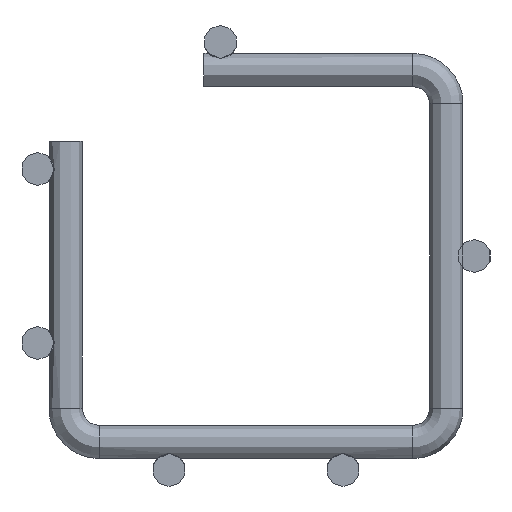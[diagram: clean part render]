
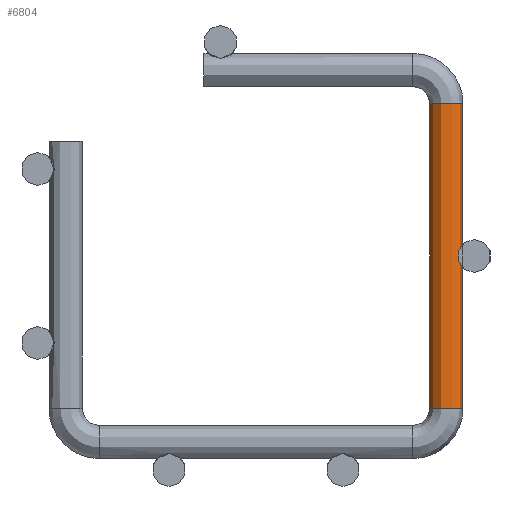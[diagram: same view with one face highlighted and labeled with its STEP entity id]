
A CAD part, left-side view. The second image highlights one B-rep face of the part: STEP entity #6804.
In plain terms, the highlighted cylindrical face has radius 1.9 mm (diameter 3.8 mm), a partial arc.
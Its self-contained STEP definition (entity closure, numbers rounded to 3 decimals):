
#779 = VERTEX_POINT ( 'NONE', #8954 ) ;
#938 = VECTOR ( 'NONE', #9543, 1000. ) ;
#1156 = CIRCLE ( 'NONE', #21784, 1.9 ) ;
#3719 = CARTESIAN_POINT ( 'NONE',  ( 0., 3.8, -17.5 ) ) ;
#5026 = CARTESIAN_POINT ( 'NONE',  ( 0., 1.9, -17.5 ) ) ;
#5102 = DIRECTION ( 'NONE',  ( 0., 0., -1. ) ) ;
#5623 = LINE ( 'NONE', #3719, #9931 ) ;
#5950 = DIRECTION ( 'NONE',  ( 0., 0., 1. ) ) ;
#6113 = CARTESIAN_POINT ( 'NONE',  ( 0., 0., -17.5 ) ) ;
#6343 = CARTESIAN_POINT ( 'NONE',  ( 0., 3.8, -17.5 ) ) ;
#6804 = ADVANCED_FACE ( 'NONE', ( #9709 ), #11491, .T. ) ;
#8099 = CARTESIAN_POINT ( 'NONE',  ( 0., 1.9, -17.5 ) ) ;
#8362 = LINE ( 'NONE', #21485, #938 ) ;
#8954 = CARTESIAN_POINT ( 'NONE',  ( 0., 0., 17.5 ) ) ;
#9255 = EDGE_LOOP ( 'NONE', ( #24206, #20079, #24097, #22537 ) ) ;
#9543 = DIRECTION ( 'NONE',  ( 0., 0., 1. ) ) ;
#9709 = FACE_OUTER_BOUND ( 'NONE', #9255, .T. ) ;
#9931 = VECTOR ( 'NONE', #17559, 1000. ) ;
#11491 = CYLINDRICAL_SURFACE ( 'NONE', #19521, 1.9 ) ;
#13824 = CARTESIAN_POINT ( 'NONE',  ( 0., 1.9, 17.5 ) ) ;
#15736 = DIRECTION ( 'NONE',  ( 0., 0., -1. ) ) ;
#15826 = DIRECTION ( 'NONE',  ( -1., 0., 0. ) ) ;
#17559 = DIRECTION ( 'NONE',  ( 0., 0., 1. ) ) ;
#18344 = CARTESIAN_POINT ( 'NONE',  ( 0., 3.8, 17.5 ) ) ;
#18761 = DIRECTION ( 'NONE',  ( -1., 0., 0. ) ) ;
#18819 = CIRCLE ( 'NONE', #22280, 1.9 ) ;
#19262 = VERTEX_POINT ( 'NONE', #18344 ) ;
#19521 = AXIS2_PLACEMENT_3D ( 'NONE', #8099, #5950, #21772 ) ;
#19567 = EDGE_CURVE ( 'NONE', #21327, #19262, #5623, .T. ) ;
#19838 = EDGE_CURVE ( 'NONE', #21818, #779, #8362, .T. ) ;
#20079 = ORIENTED_EDGE ( 'NONE', *, *, #23466, .F. ) ;
#21327 = VERTEX_POINT ( 'NONE', #6343 ) ;
#21485 = CARTESIAN_POINT ( 'NONE',  ( 0., 0., -17.5 ) ) ;
#21772 = DIRECTION ( 'NONE',  ( 0., -1., 0. ) ) ;
#21784 = AXIS2_PLACEMENT_3D ( 'NONE', #13824, #15736, #15826 ) ;
#21818 = VERTEX_POINT ( 'NONE', #6113 ) ;
#22280 = AXIS2_PLACEMENT_3D ( 'NONE', #5026, #5102, #18761 ) ;
#22537 = ORIENTED_EDGE ( 'NONE', *, *, #23685, .T. ) ;
#23466 = EDGE_CURVE ( 'NONE', #21818, #21327, #18819, .T. ) ;
#23685 = EDGE_CURVE ( 'NONE', #779, #19262, #1156, .T. ) ;
#24097 = ORIENTED_EDGE ( 'NONE', *, *, #19838, .T. ) ;
#24206 = ORIENTED_EDGE ( 'NONE', *, *, #19567, .F. ) ;
